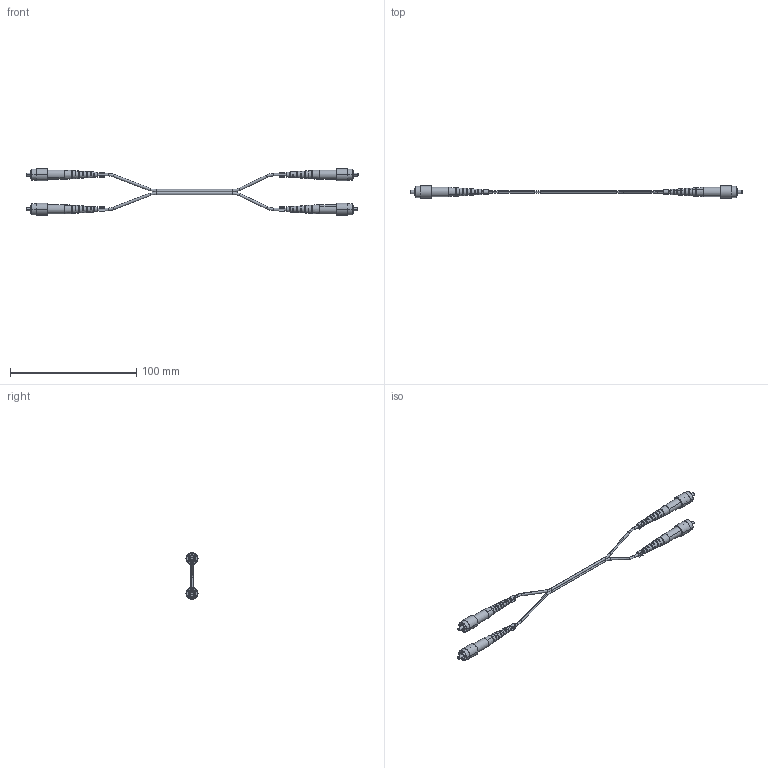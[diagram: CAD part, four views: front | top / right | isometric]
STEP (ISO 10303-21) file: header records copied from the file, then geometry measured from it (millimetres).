
FILE_DESCRIPTION (( 'STEP AP214' ), '1' );
FILE_NAME ('FCA-FCFC-DPS1Z.step', '2021-09-01T12:28:15', ( '' ), ( '' ), 'SwSTEP 2.0', 'SolidWorks 2021', '' );
FILE_SCHEMA (( 'AUTOMOTIVE_DESIGN' ));
Length unit declared in the file: inch
Products named in the file (7): LBL-C3P-B; FCA-FCFC-DPS1Z-ma1_YELLOW; 1AF01-002-MA2_no knurling; FCA-FCFC-DPS1Z; 1AF01-002-MA1; 1AF01-002_no knurling; LBL-C3P-A
Assembly tree (11 placements, depth 3):
  FCA-FCFC-DPS1Z
    FCA-FCFC-DPS1Z-ma1_YELLOW
    1AF01-002_no knurling  x4
      1AF01-002-MA1
      1AF01-002-MA2_no knurling
    LBL-C3P-A  x2
    LBL-C3P-B  x2
Bounding box: 262.74 x 9.53 x 36.92 mm (x, y, z)
Volume: 6134.2 mm3; surface area: 12515.3 mm2
Topology: 14 solids, 14 shells, 532 faces, 1514 edges, 996 vertices
Faces by surface type: plane 352, cylinder 122, cone 24, bspline 18, torus 16
Entity records: 7625 total; most frequent: CARTESIAN_POINT 1920, DIRECTION 1026, ORIENTED_EDGE 1018, EDGE_CURVE 509, AXIS2_PLACEMENT_3D 403, VERTEX_POINT 328, VECTOR 220, LINE 220
